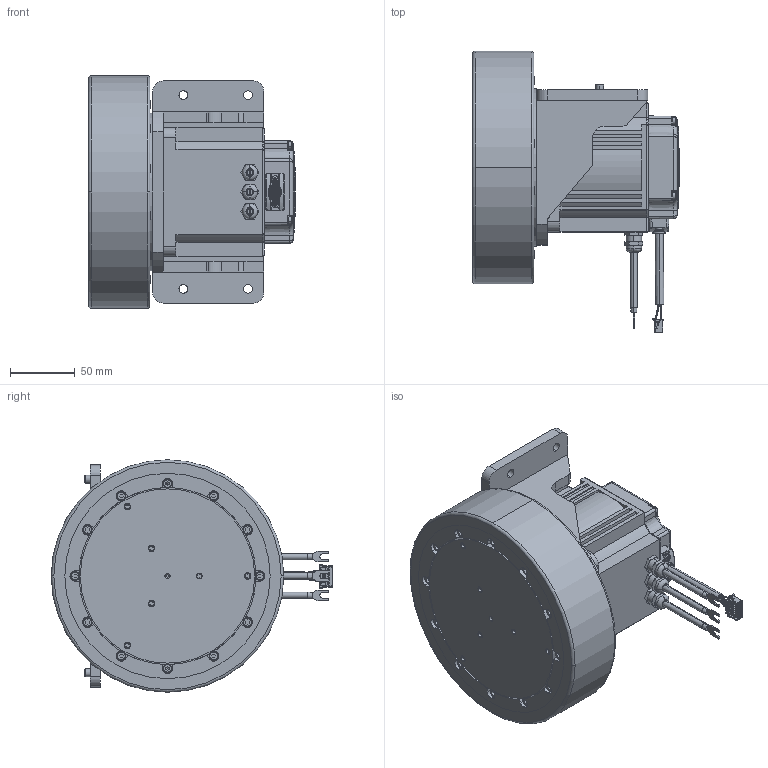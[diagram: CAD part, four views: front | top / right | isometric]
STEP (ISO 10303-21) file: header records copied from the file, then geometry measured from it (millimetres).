
FILE_DESCRIPTION((''),'2;1');
FILE_NAME('SM1002GSL-YCY-NNV-W03_ASM','2023-08-21T19:46:08',('ms28071'),(''),'CREO PARAMETRIC BY PTC INC, 2018100','CREO PARAMETRIC BY PTC INC, 2018100','');
FILE_SCHEMA(('CONFIG_CONTROL_DESIGN'));
Length unit declared in the file: millimetre
Products named in the file (20): 4219120100596_A1_1_2; 4294404000871_M3X10_1; 4294404003891_A0_1_2; 4294404003789_A0_1_2; 4294404000858_GB_CROSS_SCREWS_1; 4219120100722_A1_1_2; 100SV04202-0750C-001-GRX__1; 3698154000285__1_30003; 4619121305633_1_2; 4713101003XXX-A0-0525_1_2; 4693220001002_1_2; 4219122001295_1_2; 4294404002230_GB_CROSS_SCREWS_1; _1_200; 5016461600_1_2; 4219120000652_A2_1_2; 100SVE04202-1000C-002; _1_20002; SM1002GSL-YCY-NNV-W03_1_ASM; SM1002GSL-YCY-NNV-W03_ASM
Assembly tree (28 placements, depth 3):
  SM1002GSL-YCY-NNV-W03_ASM
    SM1002GSL-YCY-NNV-W03_1_ASM
      4219120100596_A1_1_2
      4294404000871_M3X10_1  x2
      4294404003891_A0_1_2  x2
      4294404003789_A0_1_2  x4
      4294404000858_GB_CROSS_SCREWS_1  x2
      4219120100722_A1_1_2
      100SV04202-0750C-001-GRX__1
      3698154000285__1_30003
      4619121305633_1_2
      4713101003XXX-A0-0525_1_2
      4693220001002_1_2
      4219122001295_1_2
      4294404002230_GB_CROSS_SCREWS_1  x2
      _1_200  x3
      5016461600_1_2
      4219120000652_A2_1_2
      100SVE04202-1000C-002
      _1_20002
Bounding box: 160.2 x 217.95 x 180 mm (x, y, z)
Volume: 57940.6 mm3; surface area: 358214.1 mm2
Topology: 24 solids, 180 shells, 3306 faces, 9810 edges, 6701 vertices
Faces by surface type: plane 2177, cylinder 695, cone 185, torus 147, bspline 59, sphere 26, extrusion 17
Entity records: 110767 total; most frequent: CARTESIAN_POINT 28088, DIRECTION 16540, ORIENTED_EDGE 16207, EDGE_CURVE 9233, VECTOR 6476, LINE 6459, VERTEX_POINT 6363, AXIS2_PLACEMENT_3D 5032
